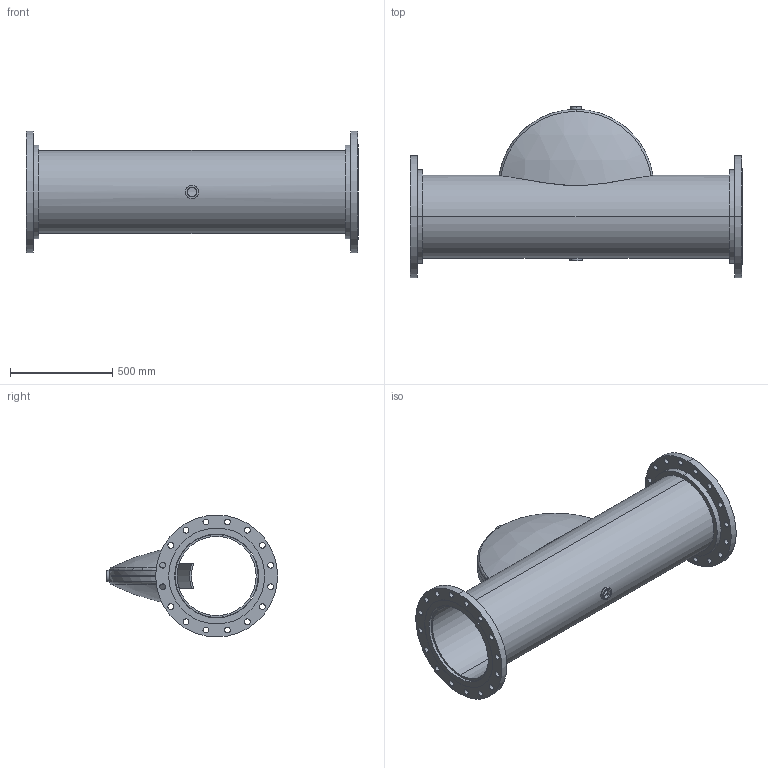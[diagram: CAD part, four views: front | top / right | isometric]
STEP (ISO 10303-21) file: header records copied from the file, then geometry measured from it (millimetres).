
FILE_DESCRIPTION (( 'STEP AP203' ), '1' );
FILE_NAME ('AP-116.STEP', '2021-03-10T15:08:55', ( '' ), ( '' ), 'SwSTEP 2.0', 'SolidWorks 2021', '' );
FILE_SCHEMA (( 'CONFIG_CONTROL_DESIGN' ));
Length unit declared in the file: inch
Products named in the file (7): 9461140; 99P0645; 9500070; 9500060; 99P0646; AP-116; 99D0154
Assembly tree (8 placements, depth 2):
  AP-116
    99P0645
    99D0154  x2
    9500060
    9500070
    9461140  x2
    99P0646
Bounding box: 1625.6 x 838.2 x 596.9 mm (x, y, z)
Volume: 32166023.9 mm3; surface area: 6098360.6 mm2
Topology: 8 solids, 8 shells, 169 faces, 426 edges, 280 vertices
Faces by surface type: cylinder 113, plane 32, torus 8, bspline 8, sphere 4, cone 4
Entity records: 5564 total; most frequent: CARTESIAN_POINT 2106, DIRECTION 594, ORIENTED_EDGE 516, EDGE_CURVE 258, AXIS2_PLACEMENT_3D 251, VERTEX_POINT 170, EDGE_LOOP 154, CIRCLE 140
